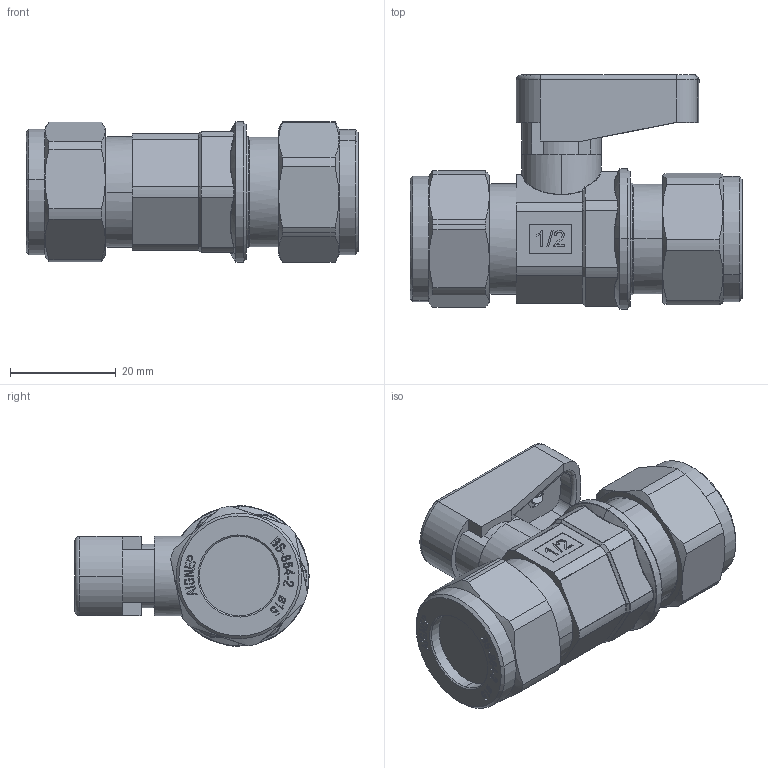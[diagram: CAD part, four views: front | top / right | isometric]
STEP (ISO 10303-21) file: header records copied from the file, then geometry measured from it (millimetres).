
FILE_DESCRIPTION (( 'STEP AP214' ), '1' );
FILE_NAME ('0645000014.step', '2012-10-02T16:34:37', ( '' ), ( '' ), 'SwSTEP 2.0', 'SolidWorks 2012', '' );
FILE_SCHEMA (( 'AUTOMOTIVE_DESIGN' ));
Length unit declared in the file: millimetre
Products named in the file (1): 0645000014
Bounding box: 62.72 x 44.25 x 26.6 mm (x, y, z)
Volume: 32461.9 mm3; surface area: 9591.9 mm2
Topology: 2 solids, 9 shells, 1223 faces, 3152 edges, 2008 vertices
Faces by surface type: plane 562, bspline 415, cylinder 133, torus 48, cone 45, sphere 20
Entity records: 55259 total; most frequent: CARTESIAN_POINT 28495, ORIENTED_EDGE 6254, DIRECTION 4258, EDGE_CURVE 3127, VERTEX_POINT 2008, LINE 1762, VECTOR 1762, EDGE_LOOP 1319
